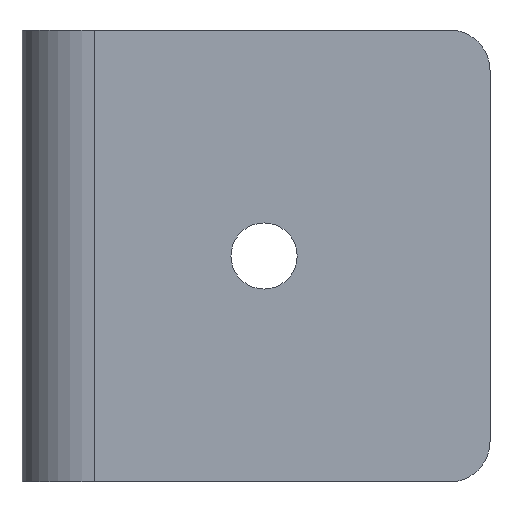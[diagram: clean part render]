
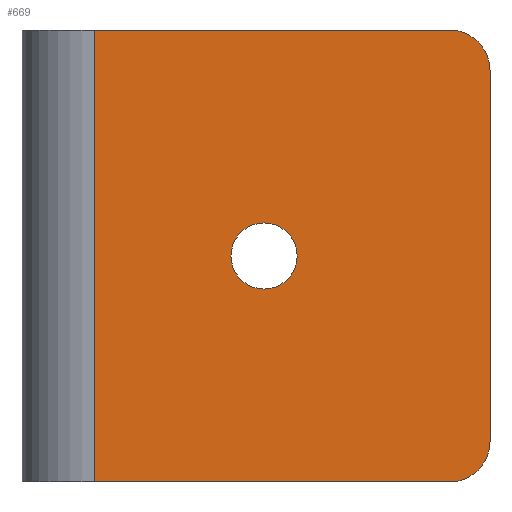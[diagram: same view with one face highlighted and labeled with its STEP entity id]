
A CAD part, front view. The second image highlights one B-rep face of the part: STEP entity #669.
In plain terms, the highlighted planar face has unit normal (0, -1, 0).
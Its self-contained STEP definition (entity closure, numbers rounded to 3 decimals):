
#4 = DIRECTION ( 'NONE',  ( 0., 1., 0. ) ) ;
#7 = AXIS2_PLACEMENT_3D ( 'NONE', #305, #520, #243 ) ;
#11 = DIRECTION ( 'NONE',  ( 0., 0., 1. ) ) ;
#14 = DIRECTION ( 'NONE',  ( 1., 0., 0. ) ) ;
#27 = ORIENTED_EDGE ( 'NONE', *, *, #96, .T. ) ;
#33 = ORIENTED_EDGE ( 'NONE', *, *, #540, .T. ) ;
#81 = CARTESIAN_POINT ( 'NONE',  ( 58., 0., 51. ) ) ;
#96 = EDGE_CURVE ( 'NONE', #344, #715, #550, .T. ) ;
#107 = CIRCLE ( 'NONE', #236, 5. ) ;
#111 = EDGE_CURVE ( 'NONE', #551, #201, #224, .T. ) ;
#112 = CARTESIAN_POINT ( 'NONE',  ( 53., 0., 56. ) ) ;
#118 = EDGE_CURVE ( 'NONE', #201, #551, #453, .T. ) ;
#133 = DIRECTION ( 'NONE',  ( 0., -1., 0. ) ) ;
#139 = VERTEX_POINT ( 'NONE', #81 ) ;
#143 = ORIENTED_EDGE ( 'NONE', *, *, #111, .T. ) ;
#167 = LINE ( 'NONE', #231, #293 ) ;
#185 = CIRCLE ( 'NONE', #7, 5. ) ;
#191 = ORIENTED_EDGE ( 'NONE', *, *, #314, .F. ) ;
#193 = CARTESIAN_POINT ( 'NONE',  ( 30., 0., 28. ) ) ;
#197 = DIRECTION ( 'NONE',  ( 0., 0., 1. ) ) ;
#200 = CARTESIAN_POINT ( 'NONE',  ( 30., 0., 28. ) ) ;
#201 = VERTEX_POINT ( 'NONE', #401 ) ;
#204 = DIRECTION ( 'NONE',  ( 0., 1., 0. ) ) ;
#208 = DIRECTION ( 'NONE',  ( 1., 0., 0. ) ) ;
#215 = ORIENTED_EDGE ( 'NONE', *, *, #449, .T. ) ;
#224 = CIRCLE ( 'NONE', #630, 4.1 ) ;
#231 = CARTESIAN_POINT ( 'NONE',  ( 9., 0., 56. ) ) ;
#232 = VERTEX_POINT ( 'NONE', #285 ) ;
#236 = AXIS2_PLACEMENT_3D ( 'NONE', #328, #133, #197 ) ;
#243 = DIRECTION ( 'NONE',  ( 0., 0., 1. ) ) ;
#246 = AXIS2_PLACEMENT_3D ( 'NONE', #200, #204, #388 ) ;
#256 = ORIENTED_EDGE ( 'NONE', *, *, #362, .F. ) ;
#285 = CARTESIAN_POINT ( 'NONE',  ( 9., 0., 56. ) ) ;
#293 = VECTOR ( 'NONE', #11, 1000. ) ;
#294 = VECTOR ( 'NONE', #552, 1000. ) ;
#299 = EDGE_LOOP ( 'NONE', ( #529, #215, #191, #256, #27, #33 ) ) ;
#305 = CARTESIAN_POINT ( 'NONE',  ( 53., 0., 51. ) ) ;
#308 = VECTOR ( 'NONE', #208, 1000. ) ;
#312 = VERTEX_POINT ( 'NONE', #112 ) ;
#314 = EDGE_CURVE ( 'NONE', #232, #312, #617, .T. ) ;
#315 = CARTESIAN_POINT ( 'NONE',  ( 0., 0., 0. ) ) ;
#328 = CARTESIAN_POINT ( 'NONE',  ( 53., 0., 5. ) ) ;
#331 = CARTESIAN_POINT ( 'NONE',  ( 58., 0., 56. ) ) ;
#342 = CARTESIAN_POINT ( 'NONE',  ( 0., 0., 56. ) ) ;
#344 = VERTEX_POINT ( 'NONE', #406 ) ;
#362 = EDGE_CURVE ( 'NONE', #344, #232, #167, .T. ) ;
#385 = VECTOR ( 'NONE', #14, 1000. ) ;
#388 = DIRECTION ( 'NONE',  ( 0., 0., 1. ) ) ;
#401 = CARTESIAN_POINT ( 'NONE',  ( 30., 0., 23.9 ) ) ;
#406 = CARTESIAN_POINT ( 'NONE',  ( 9., 0., 0. ) ) ;
#449 = EDGE_CURVE ( 'NONE', #139, #312, #185, .T. ) ;
#451 = CARTESIAN_POINT ( 'NONE',  ( 58., 0., 5. ) ) ;
#453 = CIRCLE ( 'NONE', #246, 4.1 ) ;
#480 = EDGE_LOOP ( 'NONE', ( #143, #699 ) ) ;
#499 = PLANE ( 'NONE',  #666 ) ;
#520 = DIRECTION ( 'NONE',  ( 0., -1., 0. ) ) ;
#529 = ORIENTED_EDGE ( 'NONE', *, *, #692, .F. ) ;
#539 = DIRECTION ( 'NONE',  ( 0., 1., 0. ) ) ;
#540 = EDGE_CURVE ( 'NONE', #715, #651, #107, .T. ) ;
#550 = LINE ( 'NONE', #315, #308 ) ;
#551 = VERTEX_POINT ( 'NONE', #649 ) ;
#552 = DIRECTION ( 'NONE',  ( 0., 0., -1. ) ) ;
#568 = CARTESIAN_POINT ( 'NONE',  ( 0., 0., 56. ) ) ;
#572 = FACE_OUTER_BOUND ( 'NONE', #299, .T. ) ;
#607 = LINE ( 'NONE', #331, #294 ) ;
#617 = LINE ( 'NONE', #342, #385 ) ;
#630 = AXIS2_PLACEMENT_3D ( 'NONE', #193, #539, #696 ) ;
#649 = CARTESIAN_POINT ( 'NONE',  ( 30., 0., 32.1 ) ) ;
#651 = VERTEX_POINT ( 'NONE', #451 ) ;
#666 = AXIS2_PLACEMENT_3D ( 'NONE', #568, #4, #707 ) ;
#669 = ADVANCED_FACE ( 'NONE', ( #674, #572 ), #499, .F. ) ;
#674 = FACE_BOUND ( 'NONE', #480, .T. ) ;
#680 = CARTESIAN_POINT ( 'NONE',  ( 53., 0., 0. ) ) ;
#692 = EDGE_CURVE ( 'NONE', #139, #651, #607, .T. ) ;
#696 = DIRECTION ( 'NONE',  ( 0., 0., 1. ) ) ;
#699 = ORIENTED_EDGE ( 'NONE', *, *, #118, .T. ) ;
#707 = DIRECTION ( 'NONE',  ( 0., 0., 1. ) ) ;
#715 = VERTEX_POINT ( 'NONE', #680 ) ;
